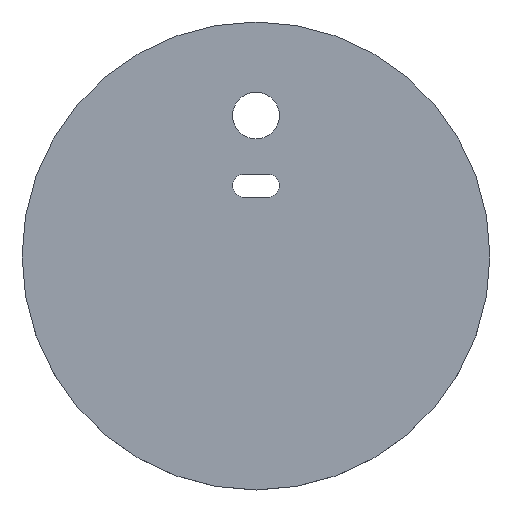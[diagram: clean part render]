
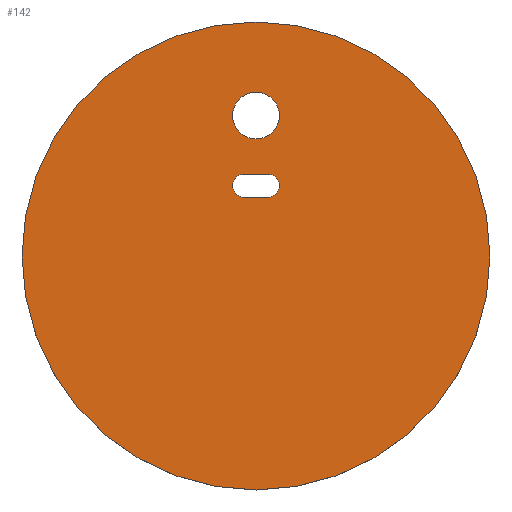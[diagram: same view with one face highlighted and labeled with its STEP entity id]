
A CAD part, top view. The second image highlights one B-rep face of the part: STEP entity #142.
In plain terms, the highlighted planar face has unit normal (0, 0, 1).
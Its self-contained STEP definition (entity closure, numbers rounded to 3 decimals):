
#17=LINE('',#216,#25);
#22=LINE('',#229,#30);
#25=VECTOR('',#173,2.);
#30=VECTOR('',#186,2.);
#34=PLANE('',#160);
#39=FACE_BOUND('',#61,.T.);
#40=FACE_BOUND('',#62,.T.);
#48=FACE_OUTER_BOUND('',#60,.T.);
#60=EDGE_LOOP('',(#125));
#61=EDGE_LOOP('',(#126));
#62=EDGE_LOOP('',(#127,#128,#129,#130));
#63=CIRCLE('',#146,2.);
#66=CIRCLE('',#151,1.);
#68=CIRCLE('',#155,1.);
#69=CIRCLE('',#157,20.);
#71=VERTEX_POINT('',#205);
#75=VERTEX_POINT('',#213);
#76=VERTEX_POINT('',#215);
#78=VERTEX_POINT('',#221);
#80=VERTEX_POINT('',#227);
#81=VERTEX_POINT('',#234);
#83=EDGE_CURVE('',#71,#71,#63,.T.);
#87=EDGE_CURVE('',#76,#75,#17,.T.);
#91=EDGE_CURVE('',#75,#78,#66,.T.);
#94=EDGE_CURVE('',#78,#80,#22,.T.);
#96=EDGE_CURVE('',#80,#76,#68,.T.);
#97=EDGE_CURVE('',#81,#81,#69,.T.);
#125=ORIENTED_EDGE('',*,*,#97,.T.);
#126=ORIENTED_EDGE('',*,*,#83,.T.);
#127=ORIENTED_EDGE('',*,*,#87,.T.);
#128=ORIENTED_EDGE('',*,*,#91,.T.);
#129=ORIENTED_EDGE('',*,*,#94,.T.);
#130=ORIENTED_EDGE('',*,*,#96,.T.);
#142=ADVANCED_FACE('',(#48,#39,#40),#34,.T.);
#146=AXIS2_PLACEMENT_3D('',#206,#165,#166);
#151=AXIS2_PLACEMENT_3D('',#223,#180,#181);
#155=AXIS2_PLACEMENT_3D('',#232,#191,#192);
#157=AXIS2_PLACEMENT_3D('',#235,#195,#196);
#160=AXIS2_PLACEMENT_3D('',#239,#201,#202);
#165=DIRECTION('center_axis',(0.,0.,-1.));
#166=DIRECTION('ref_axis',(-1.,0.,0.));
#173=DIRECTION('',(1.,0.,0.));
#180=DIRECTION('center_axis',(0.,0.,-1.));
#181=DIRECTION('ref_axis',(0.,1.,0.));
#186=DIRECTION('',(-1.,0.,0.));
#191=DIRECTION('center_axis',(0.,0.,-1.));
#192=DIRECTION('ref_axis',(0.,-1.,0.));
#195=DIRECTION('center_axis',(0.,0.,1.));
#196=DIRECTION('ref_axis',(-1.,0.,0.));
#201=DIRECTION('center_axis',(0.,0.,1.));
#202=DIRECTION('ref_axis',(1.,0.,0.));
#205=CARTESIAN_POINT('',(2.,12.,3.));
#206=CARTESIAN_POINT('Origin',(0.,12.,3.));
#213=CARTESIAN_POINT('',(1.,7.,3.));
#215=CARTESIAN_POINT('',(-1.,7.,3.));
#216=CARTESIAN_POINT('',(0.5,7.,3.));
#221=CARTESIAN_POINT('',(1.,5.,3.));
#223=CARTESIAN_POINT('Origin',(1.,6.,3.));
#227=CARTESIAN_POINT('',(-1.,5.,3.));
#229=CARTESIAN_POINT('',(-0.5,5.,3.));
#232=CARTESIAN_POINT('Origin',(-1.,6.,3.));
#234=CARTESIAN_POINT('',(20.,0.,3.));
#235=CARTESIAN_POINT('Origin',(0.,0.,3.));
#239=CARTESIAN_POINT('Origin',(0.,0.,
3.));
